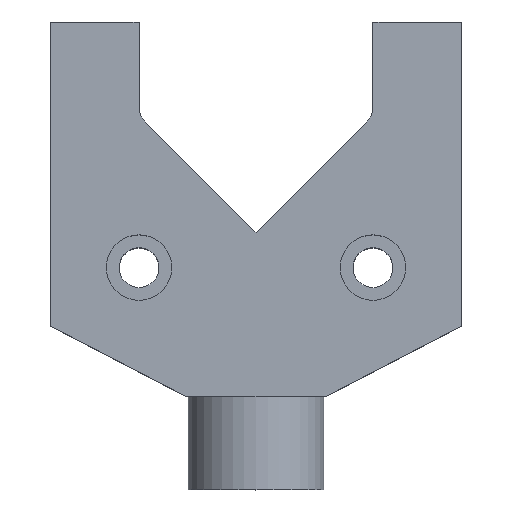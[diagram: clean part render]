
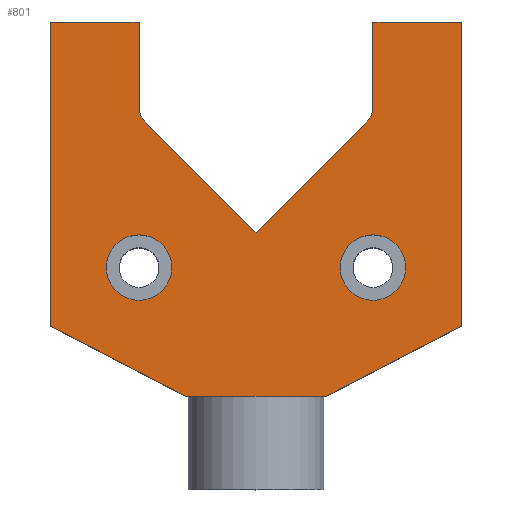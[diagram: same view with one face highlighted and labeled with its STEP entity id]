
A CAD part, top view. The second image highlights one B-rep face of the part: STEP entity #801.
In plain terms, the highlighted planar face has unit normal (0, 0, 1).
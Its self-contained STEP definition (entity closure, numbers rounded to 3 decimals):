
#64=FACE_BOUND('',#182,.T.);
#65=FACE_BOUND('',#183,.T.);
#68=CIRCLE('',#828,2.8);
#71=CIRCLE('',#833,2.8);
#85=CIRCLE('',#875,1.8);
#87=CIRCLE('',#880,1.8);
#131=FACE_OUTER_BOUND('',#181,.T.);
#181=EDGE_LOOP('',(#697,#698,#699,#700,#701,#702,#703,#704,#705,#706,#707,
#708,#709,#710));
#182=EDGE_LOOP('',(#711));
#183=EDGE_LOOP('',(#712));
#203=LINE('',#1166,#266);
#207=LINE('',#1175,#270);
#209=LINE('',#1183,#272);
#214=LINE('',#1192,#277);
#222=LINE('',#1211,#285);
#228=LINE('',#1583,#291);
#233=LINE('',#1596,#296);
#237=LINE('',#1607,#300);
#240=LINE('',#1613,#303);
#244=LINE('',#1625,#307);
#247=LINE('',#1631,#310);
#248=LINE('',#1635,#311);
#266=VECTOR('',#941,10.);
#270=VECTOR('',#947,10.);
#272=VECTOR('',#955,10.);
#277=VECTOR('',#962,10.);
#285=VECTOR('',#982,10.);
#291=VECTOR('',#1034,10.);
#296=VECTOR('',#1047,10.);
#300=VECTOR('',#1059,10.);
#303=VECTOR('',#1064,10.);
#307=VECTOR('',#1076,10.);
#310=VECTOR('',#1085,10.);
#311=VECTOR('',#1090,10.);
#326=VERTEX_POINT('',#1146);
#329=VERTEX_POINT('',#1155);
#331=VERTEX_POINT('',#1160);
#333=VERTEX_POINT('',#1164);
#335=VERTEX_POINT('',#1169);
#337=VERTEX_POINT('',#1173);
#340=VERTEX_POINT('',#1181);
#343=VERTEX_POINT('',#1190);
#348=VERTEX_POINT('',#1210);
#375=VERTEX_POINT('',#1590);
#377=VERTEX_POINT('',#1594);
#379=VERTEX_POINT('',#1600);
#380=VERTEX_POINT('',#1605);
#382=VERTEX_POINT('',#1611);
#384=VERTEX_POINT('',#1617);
#386=VERTEX_POINT('',#1623);
#403=EDGE_CURVE('',#326,#326,#68,.T.);
#407=EDGE_CURVE('',#329,#329,#71,.T.);
#411=EDGE_CURVE('',#331,#333,#203,.T.);
#415=EDGE_CURVE('',#335,#337,#207,.T.);
#419=EDGE_CURVE('',#333,#340,#209,.T.);
#424=EDGE_CURVE('',#337,#343,#214,.T.);
#434=EDGE_CURVE('',#348,#331,#222,.T.);
#471=EDGE_CURVE('',#340,#335,#228,.T.);
#477=EDGE_CURVE('',#375,#377,#233,.T.);
#480=EDGE_CURVE('',#377,#379,#85,.T.);
#483=EDGE_CURVE('',#379,#380,#237,.T.);
#486=EDGE_CURVE('',#380,#382,#240,.T.);
#489=EDGE_CURVE('',#382,#384,#87,.T.);
#492=EDGE_CURVE('',#384,#386,#244,.T.);
#495=EDGE_CURVE('',#386,#348,#247,.T.);
#497=EDGE_CURVE('',#343,#375,#248,.T.);
#697=ORIENTED_EDGE('',*,*,#411,.T.);
#698=ORIENTED_EDGE('',*,*,#419,.T.);
#699=ORIENTED_EDGE('',*,*,#471,.T.);
#700=ORIENTED_EDGE('',*,*,#415,.T.);
#701=ORIENTED_EDGE('',*,*,#424,.T.);
#702=ORIENTED_EDGE('',*,*,#497,.T.);
#703=ORIENTED_EDGE('',*,*,#477,.T.);
#704=ORIENTED_EDGE('',*,*,#480,.T.);
#705=ORIENTED_EDGE('',*,*,#483,.T.);
#706=ORIENTED_EDGE('',*,*,#486,.T.);
#707=ORIENTED_EDGE('',*,*,#489,.T.);
#708=ORIENTED_EDGE('',*,*,#492,.T.);
#709=ORIENTED_EDGE('',*,*,#495,.T.);
#710=ORIENTED_EDGE('',*,*,#434,.T.);
#711=ORIENTED_EDGE('',*,*,#403,.T.);
#712=ORIENTED_EDGE('',*,*,#407,.T.);
#764=PLANE('',#888);
#801=ADVANCED_FACE('',(#131,#64,#65),#764,.T.);
#828=AXIS2_PLACEMENT_3D('',#1148,#923,#924);
#833=AXIS2_PLACEMENT_3D('',#1157,#934,#935);
#875=AXIS2_PLACEMENT_3D('',#1602,#1053,#1054);
#880=AXIS2_PLACEMENT_3D('',#1619,#1070,#1071);
#888=AXIS2_PLACEMENT_3D('',#1638,#1093,#1094);
#923=DIRECTION('center_axis',(0.,0.,-1.));
#924=DIRECTION('ref_axis',(1.,0.,0.));
#934=DIRECTION('center_axis',(0.,0.,-1.));
#935=DIRECTION('ref_axis',(1.,0.,0.));
#941=DIRECTION('',(0.888,-0.459,0.));
#947=DIRECTION('',(0.888,0.459,0.));
#955=DIRECTION('',(1.,0.,0.));
#962=DIRECTION('',(0.,1.,0.));
#982=DIRECTION('',(0.,-1.,0.));
#1034=DIRECTION('',(1.,0.,0.));
#1047=DIRECTION('',(0.,-1.,0.));
#1053=DIRECTION('center_axis',(0.,0.,-1.));
#1054=DIRECTION('ref_axis',(0.707,-0.707,0.));
#1059=DIRECTION('',(-0.707,-0.707,0.));
#1064=DIRECTION('',(-0.707,0.707,0.));
#1070=DIRECTION('center_axis',(0.,0.,-1.));
#1071=DIRECTION('ref_axis',(-1.,0.,0.));
#1076=DIRECTION('',(0.,1.,0.));
#1085=DIRECTION('',(-1.,0.,0.));
#1090=DIRECTION('',(-1.,0.,0.));
#1093=DIRECTION('center_axis',(0.,0.,1.));
#1094=DIRECTION('ref_axis',(1.,0.,0.));
#1146=CARTESIAN_POINT('',(4.8,11.,4.4));
#1148=CARTESIAN_POINT('Origin',(7.6,11.,4.4));
#1155=CARTESIAN_POINT('',(24.8,11.,4.4));
#1157=CARTESIAN_POINT('Origin',(27.6,11.,4.4));
#1160=CARTESIAN_POINT('',(0.,6.,4.4));
#1164=CARTESIAN_POINT('',(11.6,0.,4.4));
#1166=CARTESIAN_POINT('',(10.702,0.464,4.4));
#1169=CARTESIAN_POINT('',(23.6,0.,4.4));
#1173=CARTESIAN_POINT('',(35.2,6.,4.4));
#1175=CARTESIAN_POINT('',(30.298,3.464,4.4));
#1181=CARTESIAN_POINT('',(17.6,0.,4.4));
#1183=CARTESIAN_POINT('',(0.,0.,4.4));
#1190=CARTESIAN_POINT('',(35.2,32.,4.4));
#1192=CARTESIAN_POINT('',(35.2,0.,4.4));
#1210=CARTESIAN_POINT('',(0.,32.,4.4));
#1211=CARTESIAN_POINT('',(0.,32.,4.4));
#1583=CARTESIAN_POINT('',(0.,0.,4.4));
#1590=CARTESIAN_POINT('',(27.6,32.,4.4));
#1594=CARTESIAN_POINT('',(27.6,24.72,4.4));
#1596=CARTESIAN_POINT('',(27.6,20.36,4.4));
#1600=CARTESIAN_POINT('',(27.073,23.447,4.4));
#1602=CARTESIAN_POINT('Origin',(25.8,24.72,4.4));
#1605=CARTESIAN_POINT('',(17.6,13.974,4.4));
#1607=CARTESIAN_POINT('',(18.106,14.481,4.4));
#1611=CARTESIAN_POINT('',(8.127,23.447,4.4));
#1613=CARTESIAN_POINT('',(12.357,19.217,4.4));
#1617=CARTESIAN_POINT('',(7.6,24.72,4.4));
#1619=CARTESIAN_POINT('Origin',(9.4,24.72,4.4));
#1623=CARTESIAN_POINT('',(7.6,32.,4.4));
#1625=CARTESIAN_POINT('',(7.6,24.,4.4));
#1631=CARTESIAN_POINT('',(35.2,32.,4.4));
#1635=CARTESIAN_POINT('',(35.2,32.,4.4));
#1638=CARTESIAN_POINT('Origin',(17.6,16.,4.4));
